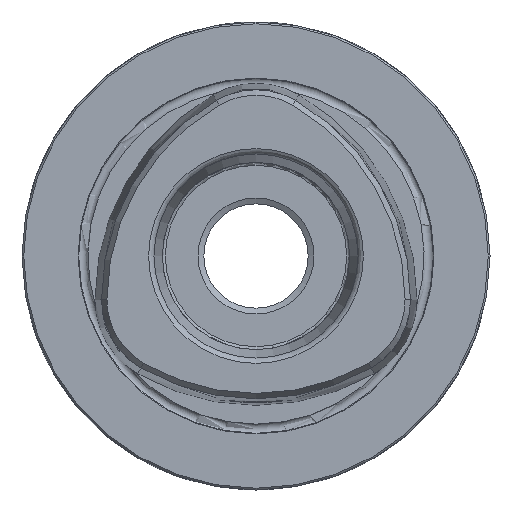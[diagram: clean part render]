
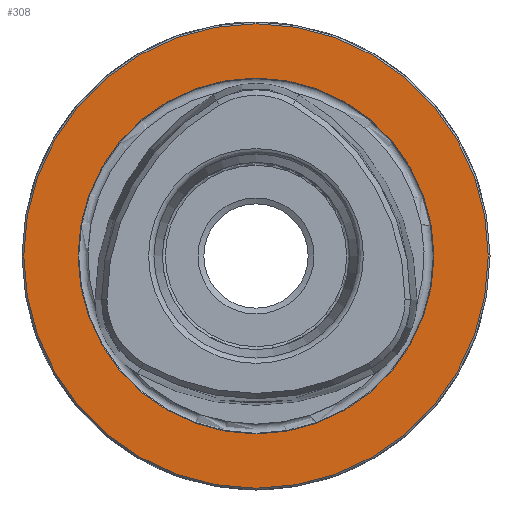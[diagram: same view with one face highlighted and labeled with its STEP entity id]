
A CAD part, left-side view. The second image highlights one B-rep face of the part: STEP entity #308.
In plain terms, the highlighted planar face has unit normal (-1, 0, 0).
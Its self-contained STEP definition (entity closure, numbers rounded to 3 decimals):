
#308 = ADVANCED_FACE( '', ( #669, #670 ), #671, .T. );
#669 = FACE_OUTER_BOUND( '', #1040, .T. );
#670 = FACE_BOUND( '', #1041, .T. );
#671 = PLANE( '', #1042 );
#1040 = EDGE_LOOP( '', ( #1778 ) );
#1041 = EDGE_LOOP( '', ( #1779 ) );
#1042 = AXIS2_PLACEMENT_3D( '', #1780, #1781, #1782 );
#1778 = ORIENTED_EDGE( '', *, *, #2091, .T. );
#1779 = ORIENTED_EDGE( '', *, *, #2058, .F. );
#1780 = CARTESIAN_POINT( '', ( 0., 0., 30.25 ) );
#1781 = DIRECTION( '', ( -1., 0., 0. ) );
#1782 = DIRECTION( '', ( 0., 0., 1. ) );
#2058 = EDGE_CURVE( '', #2456, #2456, #2457, .T. );
#2091 = EDGE_CURVE( '', #2500, #2500, #2501, .T. );
#2456 = VERTEX_POINT( '', #3273 );
#2457 = CIRCLE( '', #3274, 30.414 );
#2500 = VERTEX_POINT( '', #3463 );
#2501 = CIRCLE( '', #3464, 39.7 );
#3273 = CARTESIAN_POINT( '', ( 0., 0., 30.414 ) );
#3274 = AXIS2_PLACEMENT_3D( '', #4095, #4096, #4097 );
#3463 = CARTESIAN_POINT( '', ( 0., 0., 39.7 ) );
#3464 = AXIS2_PLACEMENT_3D( '', #4130, #4131, #4132 );
#4095 = CARTESIAN_POINT( '', ( 0., 0., 0. ) );
#4096 = DIRECTION( '', ( -1., 0., 0. ) );
#4097 = DIRECTION( '', ( 0., 0., 1. ) );
#4130 = CARTESIAN_POINT( '', ( 0., 0., 0. ) );
#4131 = DIRECTION( '', ( -1., 0., 0. ) );
#4132 = DIRECTION( '', ( 0., 0., 1. ) );
